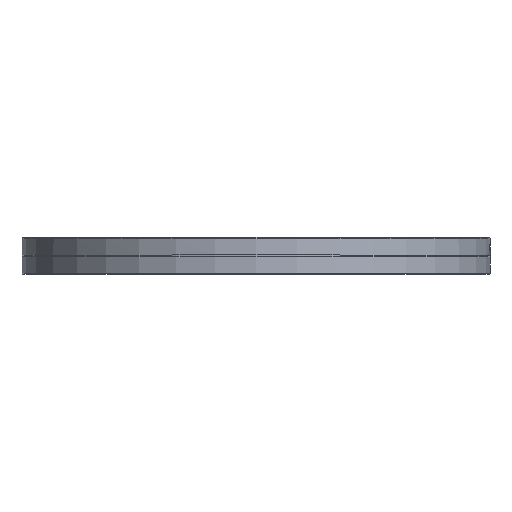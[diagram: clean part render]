
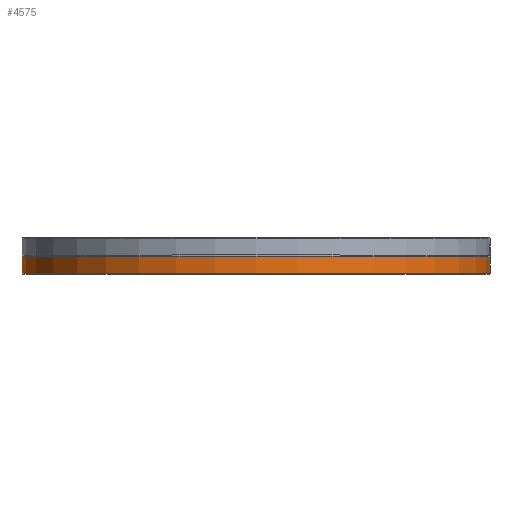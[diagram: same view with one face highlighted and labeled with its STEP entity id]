
A CAD part, top view. The second image highlights one B-rep face of the part: STEP entity #4575.
In plain terms, the highlighted cylindrical face has radius 184.15 mm (diameter 368.3 mm), a full revolution.
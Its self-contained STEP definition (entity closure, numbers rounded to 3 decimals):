
#199=CYLINDRICAL_SURFACE('',#4981,184.15);
#450=FACE_OUTER_BOUND('',#770,.T.);
#770=EDGE_LOOP('',(#3337,#3338,#3339,#3340,#3341,#3342));
#1078=LINE('',#7110,#1355);
#1355=VECTOR('',#5777,184.15);
#1685=CIRCLE('',#4979,184.15);
#1686=CIRCLE('',#4980,184.15);
#1687=CIRCLE('',#4982,184.15);
#1688=CIRCLE('',#4983,184.15);
#2004=VERTEX_POINT('',#7100);
#2005=VERTEX_POINT('',#7101);
#2006=VERTEX_POINT('',#7106);
#2007=VERTEX_POINT('',#7107);
#2500=EDGE_CURVE('',#2004,#2005,#1685,.T.);
#2501=EDGE_CURVE('',#2005,#2004,#1686,.T.);
#2503=EDGE_CURVE('',#2006,#2007,#1687,.T.);
#2504=EDGE_CURVE('',#2007,#2006,#1688,.T.);
#2505=EDGE_CURVE('',#2007,#2005,#1078,.T.);
#3337=ORIENTED_EDGE('',*,*,#2503,.F.);
#3338=ORIENTED_EDGE('',*,*,#2504,.F.);
#3339=ORIENTED_EDGE('',*,*,#2505,.T.);
#3340=ORIENTED_EDGE('',*,*,#2500,.F.);
#3341=ORIENTED_EDGE('',*,*,#2501,.F.);
#3342=ORIENTED_EDGE('',*,*,#2505,.F.);
#4575=ADVANCED_FACE('',(#450),#199,.T.);
#4979=AXIS2_PLACEMENT_3D('',#7102,#5766,#5767);
#4980=AXIS2_PLACEMENT_3D('',#7103,#5768,#5769);
#4981=AXIS2_PLACEMENT_3D('',#7105,#5771,#5772);
#4982=AXIS2_PLACEMENT_3D('',#7108,#5773,#5774);
#4983=AXIS2_PLACEMENT_3D('',#7109,#5775,#5776);
#5766=DIRECTION('center_axis',(0.,-1.,0.));
#5767=DIRECTION('ref_axis',(1.,0.,0.));
#5768=DIRECTION('center_axis',(0.,-1.,0.));
#5769=DIRECTION('ref_axis',(1.,0.,0.));
#5771=DIRECTION('center_axis',(0.,1.,0.));
#5772=DIRECTION('ref_axis',(-1.,0.,0.));
#5773=DIRECTION('center_axis',(0.,1.,0.));
#5774=DIRECTION('ref_axis',(1.,0.,0.));
#5775=DIRECTION('center_axis',(0.,1.,0.));
#5776=DIRECTION('ref_axis',(1.,0.,0.));
#5777=DIRECTION('',(0.,-1.,0.));
#7100=CARTESIAN_POINT('',(-184.15,0.5,0.));
#7101=CARTESIAN_POINT('',(184.15,0.5,0.));
#7102=CARTESIAN_POINT('Origin',(0.,0.5,0.));
#7103=CARTESIAN_POINT('Origin',(0.,0.5,0.));
#7105=CARTESIAN_POINT('Origin',(0.,6.881,0.));
#7106=CARTESIAN_POINT('',(0.,13.763,-184.15));
#7107=CARTESIAN_POINT('',(184.15,13.763,0.));
#7108=CARTESIAN_POINT('Origin',(0.,13.763,0.));
#7109=CARTESIAN_POINT('Origin',(0.,13.763,0.));
#7110=CARTESIAN_POINT('',(184.15,6.881,0.));
